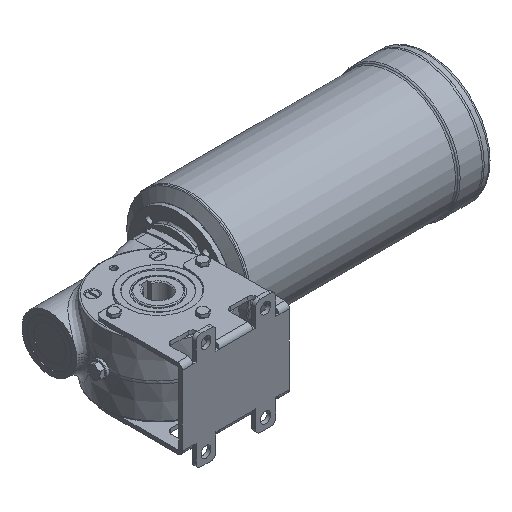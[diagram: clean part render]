
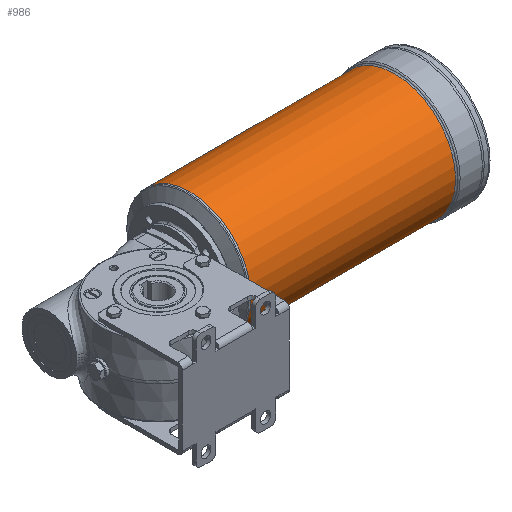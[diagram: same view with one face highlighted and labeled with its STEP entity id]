
A CAD part, isometric view. The second image highlights one B-rep face of the part: STEP entity #986.
In plain terms, the highlighted cylindrical face has radius 64.5 mm (diameter 129 mm), a full revolution.
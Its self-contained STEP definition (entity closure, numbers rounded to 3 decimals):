
#986 = ADVANCED_FACE( '', ( #2552, #2553 ), #2554, .T. );
#2552 = FACE_OUTER_BOUND( '', #5081, .T. );
#2553 = FACE_OUTER_BOUND( '', #5082, .T. );
#2554 = CYLINDRICAL_SURFACE( '', #5083, 64.5 );
#5081 = EDGE_LOOP( '', ( #10504 ) );
#5082 = EDGE_LOOP( '', ( #10505 ) );
#5083 = AXIS2_PLACEMENT_3D( '', #10506, #10507, #10508 );
#10504 = ORIENTED_EDGE( '', *, *, #15292, .T. );
#10505 = ORIENTED_EDGE( '', *, *, #15293, .T. );
#10506 = CARTESIAN_POINT( '', ( 243.668, 50., 0. ) );
#10507 = DIRECTION( '', ( -1., 0., 0. ) );
#10508 = DIRECTION( '', ( 0., 1., 0. ) );
#15292 = EDGE_CURVE( '', #17741, #17741, #17742, .F. );
#15293 = EDGE_CURVE( '', #17743, #17743, #17744, .T. );
#17741 = VERTEX_POINT( '', #21533 );
#17742 = CIRCLE( '', #21534, 64.5 );
#17743 = VERTEX_POINT( '', #21535 );
#17744 = CIRCLE( '', #21536, 64.5 );
#21533 = CARTESIAN_POINT( '', ( 299.672, 114.5, 0. ) );
#21534 = AXIS2_PLACEMENT_3D( '', #26056, #26057, #26058 );
#21535 = CARTESIAN_POINT( '', ( 83.5, 114.5, 0. ) );
#21536 = AXIS2_PLACEMENT_3D( '', #26059, #26060, #26061 );
#26056 = CARTESIAN_POINT( '', ( 299.672, 50., 0. ) );
#26057 = DIRECTION( '', ( 1., 0., 0. ) );
#26058 = DIRECTION( '', ( 0., 1., 0. ) );
#26059 = CARTESIAN_POINT( '', ( 83.5, 50., 0. ) );
#26060 = DIRECTION( '', ( 1., 0., 0. ) );
#26061 = DIRECTION( '', ( 0., 1., 0. ) );
